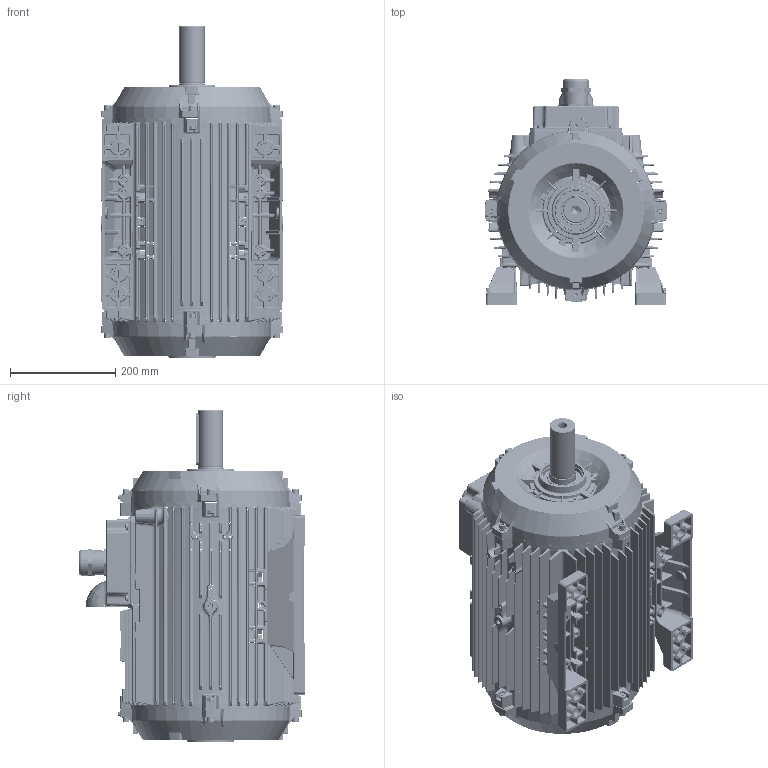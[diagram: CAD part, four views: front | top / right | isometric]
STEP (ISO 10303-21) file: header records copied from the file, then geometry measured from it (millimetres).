
FILE_DESCRIPTION(/* description */ (''),/* implementation_level */ '2;1');
FILE_NAME(/* name */ '652133301_001-DIS GORUNUS S2H180M4A DTM.stp',/* time_stamp */ '2024-07-30T08:41:22+03:00',/* author */ (''),/* organization */ (''),/* preprocessor_version */ 'ST-DEVELOPER v18.102',/* originating_system */ 'SIEMENS PLM Software NX2206.8101',/* authorisation */ '');
FILE_SCHEMA (('AP203_CONFIGURATION_CONTROLLED_3D_DESIGN_OF_MECHANICAL_PARTS_AND_ASSEMBLIES_MIM_LF { 1 0 10303 403 2 1 2}'));
Products named in the file (1): 001_objects
Bounding box: 346 x 431 x 632 mm (x, y, z)
Surface area: 1733819.8 mm2 (no closed solid volume)
Topology: 0 solids, 102 shells, 6807 faces, 19650 edges, 11884 vertices
Faces by surface type: bspline 2283, cylinder 2205, plane 1319, sphere 462, cone 362, torus 176
Full cylindrical faces by diameter (mm): 6.9 x2, 8 x4, 12 x4, 12.73 x8, 14 x1, 17 x1, 32 x2, 40 x1, 45.339 x2, 46.838 x2, 47.4 x1, 48 x1, 49.505 x4, 50 x1, 62 x1, 75.8 x1, 76 x1, 80 x2
Entity records: 321637 total; most frequent: CARTESIAN_POINT 126261, ORIENTED_EDGE 32507, DIRECTION 30046, EDGE_CURVE 19149, AXIS2_PLACEMENT_3D 12051, VERTEX_POINT 11825, EDGE_LOOP 7207, ADVANCED_FACE 6807
